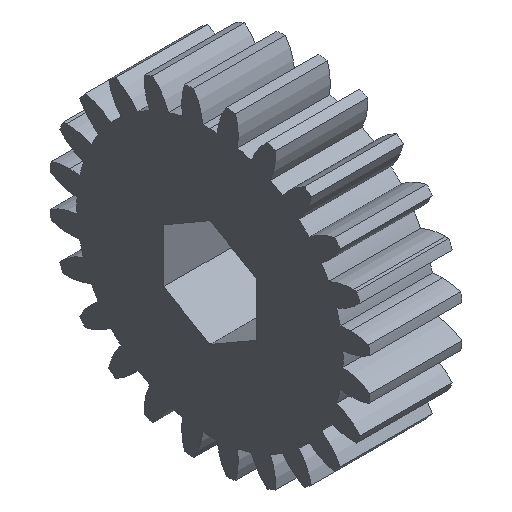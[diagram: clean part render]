
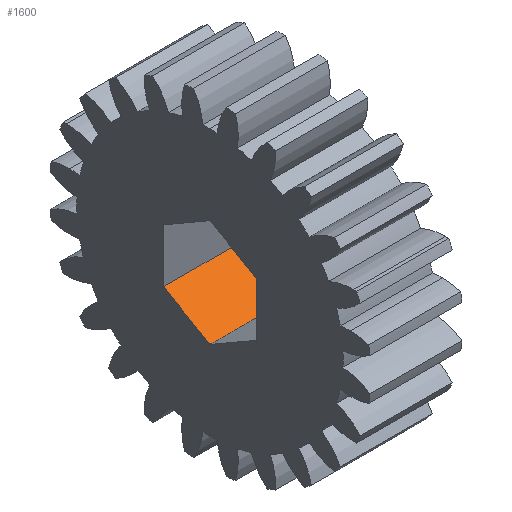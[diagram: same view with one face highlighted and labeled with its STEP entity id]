
A CAD part, isometric view. The second image highlights one B-rep face of the part: STEP entity #1600.
In plain terms, the highlighted planar face has unit normal (0, -0.5, 0.866).
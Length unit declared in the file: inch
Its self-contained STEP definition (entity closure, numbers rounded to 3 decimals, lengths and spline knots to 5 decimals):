
#190 = VERTEX_POINT ( 'NONE', #1641 ) ;
#255 = CARTESIAN_POINT ( 'NONE',  ( 0., 0., -0.21651 ) ) ;
#355 = VERTEX_POINT ( 'NONE', #255 ) ;
#404 = LINE ( 'NONE', #993, #3395 ) ;
#419 = DIRECTION ( 'NONE',  ( 0., 0.866, 0.5 ) ) ;
#447 = ORIENTED_EDGE ( 'NONE', *, *, #1990, .F. ) ;
#496 = LINE ( 'NONE', #3352, #2792 ) ;
#505 = CARTESIAN_POINT ( 'NONE',  ( 0., 0.1875, -0.10825 ) ) ;
#531 = ORIENTED_EDGE ( 'NONE', *, *, #1795, .F. ) ;
#793 = EDGE_CURVE ( 'NONE', #355, #190, #496, .T. ) ;
#844 = EDGE_CURVE ( 'NONE', #190, #2647, #404, .T. ) ;
#933 = EDGE_LOOP ( 'NONE', ( #3072, #447, #531, #2981 ) ) ;
#935 = PLANE ( 'NONE',  #3413 ) ;
#963 = FACE_OUTER_BOUND ( 'NONE', #933, .T. ) ;
#993 = CARTESIAN_POINT ( 'NONE',  ( 0.4, 0., -0.21651 ) ) ;
#1185 = VECTOR ( 'NONE', #419, 39.37008 ) ;
#1218 = CARTESIAN_POINT ( 'NONE',  ( 0., 0., -0.21651 ) ) ;
#1529 = DIRECTION ( 'NONE',  ( 0., 0.5, -0.866 ) ) ;
#1600 = ADVANCED_FACE ( 'NONE', ( #963 ), #935, .F. ) ;
#1641 = CARTESIAN_POINT ( 'NONE',  ( 0.4, 0., -0.21651 ) ) ;
#1795 = EDGE_CURVE ( 'NONE', #355, #3723, #2781, .T. ) ;
#1990 = EDGE_CURVE ( 'NONE', #3723, #2647, #2110, .T. ) ;
#2110 = LINE ( 'NONE', #505, #3614 ) ;
#2197 = CARTESIAN_POINT ( 'NONE',  ( 0., 0., -0.21651 ) ) ;
#2473 = DIRECTION ( 'NONE',  ( 1., 0., 0. ) ) ;
#2604 = DIRECTION ( 'NONE',  ( 1., 0., 0. ) ) ;
#2647 = VERTEX_POINT ( 'NONE', #2998 ) ;
#2688 = CARTESIAN_POINT ( 'NONE',  ( 0., 0.1875, -0.10825 ) ) ;
#2781 = LINE ( 'NONE', #2197, #1185 ) ;
#2792 = VECTOR ( 'NONE', #2473, 39.37008 ) ;
#2981 = ORIENTED_EDGE ( 'NONE', *, *, #793, .T. ) ;
#2998 = CARTESIAN_POINT ( 'NONE',  ( 0.4, 0.1875, -0.10825 ) ) ;
#3072 = ORIENTED_EDGE ( 'NONE', *, *, #844, .T. ) ;
#3352 = CARTESIAN_POINT ( 'NONE',  ( 0., 0., -0.21651 ) ) ;
#3376 = DIRECTION ( 'NONE',  ( 0., 0.866, 0.5 ) ) ;
#3395 = VECTOR ( 'NONE', #3376, 39.37008 ) ;
#3413 = AXIS2_PLACEMENT_3D ( 'NONE', #1218, #1529, #3609 ) ;
#3609 = DIRECTION ( 'NONE',  ( 0., 0.866, 0.5 ) ) ;
#3614 = VECTOR ( 'NONE', #2604, 39.37008 ) ;
#3723 = VERTEX_POINT ( 'NONE', #2688 ) ;
